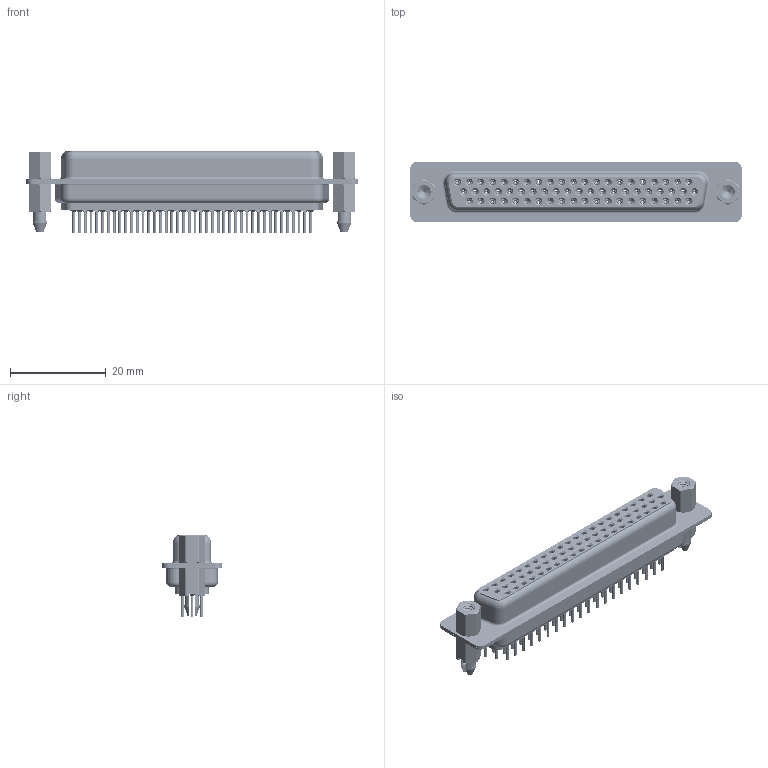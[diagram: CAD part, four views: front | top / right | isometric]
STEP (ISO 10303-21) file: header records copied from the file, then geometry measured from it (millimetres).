
FILE_DESCRIPTION (( 'STEP AP203' ), '1' );
FILE_NAME ('638-062-330-047.STEP', '2020-07-19T01:35:29', ( '' ), ( '' ), 'SwSTEP 2.0', 'SolidWorks 2020', '' );
FILE_SCHEMA (( 'CONFIG_CONTROL_DESIGN' ));
Length unit declared in the file: millimetre
Products named in the file (9): 638 4-40 Threaded Boardlock_LP; 638 Housing_62 Contacts; 638 Shell Front_62 Contacts; 638 Contact Row 2_30; 638 4-40 Hex Standoff; 638-062-330-047; 638 Shell Rear_62 Contacts; 638 Contact Row 3_30; 638 Contact Row 1_30
Assembly tree (69 placements, depth 2):
  638-062-330-047
    638 Housing_62 Contacts
    638 Shell Front_62 Contacts
    638 Shell Rear_62 Contacts
    638 Contact Row 1_30  x21
    638 Contact Row 2_30  x21
    638 Contact Row 3_30  x20
    638 4-40 Hex Standoff  x2
    638 4-40 Threaded Boardlock_LP  x2
Bounding box: 69.32 x 12.6 x 17.3 mm (x, y, z)
Volume: 4921.9 mm3; surface area: 18230.6 mm2
Topology: 69 solids, 69 shells, 8353 faces, 21353 edges, 13271 vertices
Faces by surface type: cylinder 2287, plane 2043, torus 1669, bspline 1258, cone 1096
Entity records: 52849 total; most frequent: CARTESIAN_POINT 15290, DIRECTION 7740, ORIENTED_EDGE 7002, EDGE_CURVE 3501, AXIS2_PLACEMENT_3D 3256, VERTEX_POINT 2225, EDGE_LOOP 1822, CIRCLE 1765
